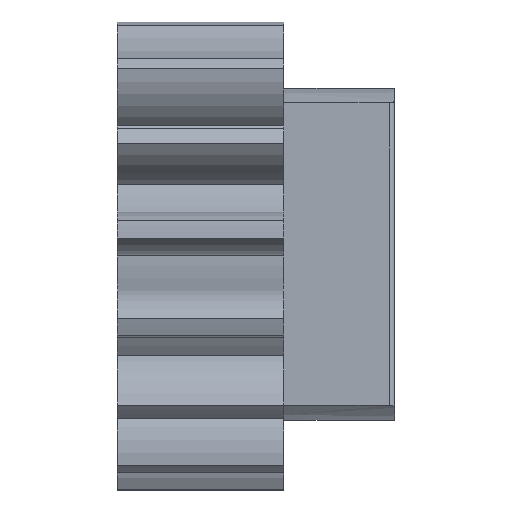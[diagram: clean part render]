
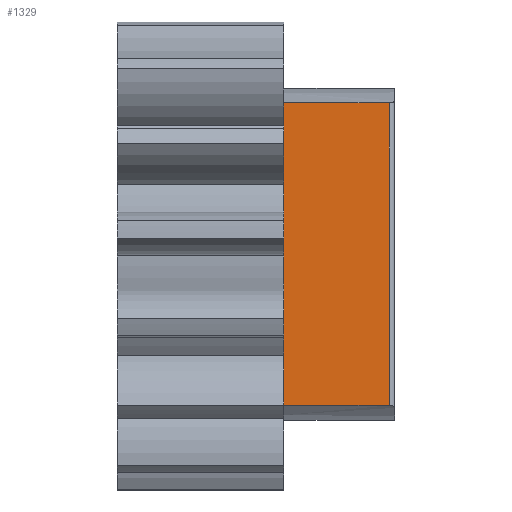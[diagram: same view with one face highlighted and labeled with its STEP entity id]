
A CAD part, top view. The second image highlights one B-rep face of the part: STEP entity #1329.
In plain terms, the highlighted planar face has unit normal (0, 0, 1).
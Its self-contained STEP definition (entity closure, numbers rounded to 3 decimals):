
#26=PLANE('',#1546);
#95=FACE_OUTER_BOUND('',#170,.T.);
#170=EDGE_LOOP('',(#1173,#1174,#1175,#1176));
#188=LINE('',#2191,#260);
#244=LINE('',#2432,#316);
#245=LINE('',#2445,#317);
#246=LINE('',#2446,#318);
#260=VECTOR('',#1719,1000.);
#316=VECTOR('',#2009,1000.);
#317=VECTOR('',#2012,1000.);
#318=VECTOR('',#2013,1000.);
#522=VERTEX_POINT('',#2185);
#524=VERTEX_POINT('',#2189);
#582=VERTEX_POINT('',#2431);
#583=VERTEX_POINT('',#2444);
#666=EDGE_CURVE('',#522,#524,#188,.T.);
#781=EDGE_CURVE('',#582,#522,#244,.T.);
#783=EDGE_CURVE('',#583,#524,#245,.T.);
#784=EDGE_CURVE('',#583,#582,#246,.T.);
#1173=ORIENTED_EDGE('',*,*,#783,.F.);
#1174=ORIENTED_EDGE('',*,*,#784,.T.);
#1175=ORIENTED_EDGE('',*,*,#781,.T.);
#1176=ORIENTED_EDGE('',*,*,#666,.T.);
#1329=ADVANCED_FACE('',(#95),#26,.F.);
#1546=AXIS2_PLACEMENT_3D('',#2443,#2010,#2011);
#1719=DIRECTION('',(0.,-1.,0.));
#2009=DIRECTION('',(-1.,0.,0.));
#2010=DIRECTION('center_axis',(0.,0.,-1.));
#2011=DIRECTION('ref_axis',(-1.,0.,0.));
#2012=DIRECTION('',(-1.,0.,0.));
#2013=DIRECTION('',(0.,1.,0.));
#2185=CARTESIAN_POINT('',(8.621,9.318,-1.508));
#2189=CARTESIAN_POINT('',(8.621,-1.591,-1.508));
#2191=CARTESIAN_POINT('',(8.621,9.318,-1.508));
#2431=CARTESIAN_POINT('',(12.421,9.318,-1.508));
#2432=CARTESIAN_POINT('',(12.621,9.318,-1.508));
#2443=CARTESIAN_POINT('Origin',(12.621,9.318,-1.508));
#2444=CARTESIAN_POINT('',(12.421,-1.591,-1.508));
#2445=CARTESIAN_POINT('',(12.621,-1.591,-1.508));
#2446=CARTESIAN_POINT('',(12.421,9.318,-1.508));
